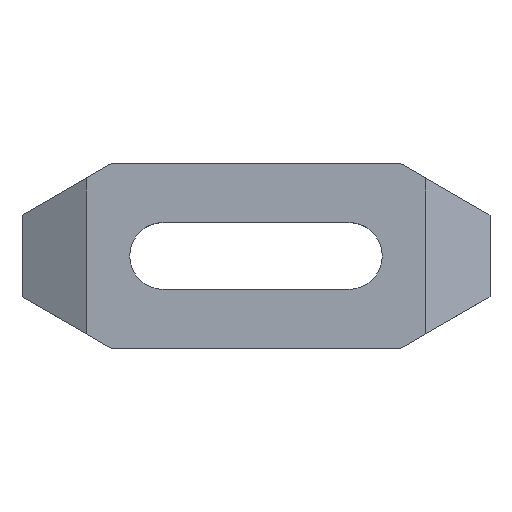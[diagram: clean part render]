
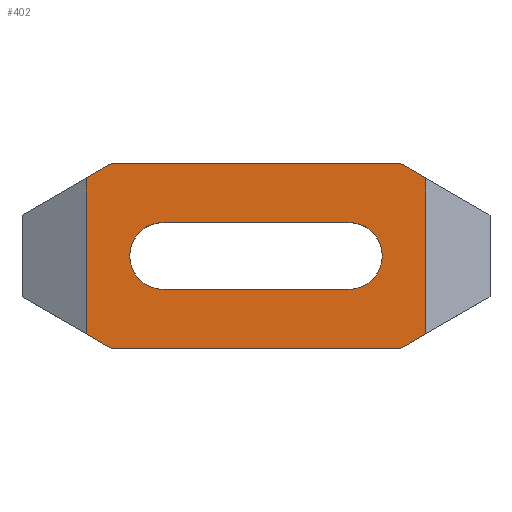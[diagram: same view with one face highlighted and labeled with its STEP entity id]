
A CAD part, top view. The second image highlights one B-rep face of the part: STEP entity #402.
In plain terms, the highlighted planar face has unit normal (0, 0, 1).
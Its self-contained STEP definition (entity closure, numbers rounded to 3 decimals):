
#6 = DIRECTION ( 'NONE',  ( -1., 0., 0. ) ) ;
#23 = VERTEX_POINT ( 'NONE', #560 ) ;
#27 = ORIENTED_EDGE ( 'NONE', *, *, #68, .T. ) ;
#28 = CARTESIAN_POINT ( 'NONE',  ( -22.84, -10.5, 12. ) ) ;
#32 = EDGE_CURVE ( 'NONE', #369, #56, #460, .T. ) ;
#37 = DIRECTION ( 'NONE',  ( 0.866, -0.5, 0. ) ) ;
#47 = DIRECTION ( 'NONE',  ( -1., 0., 0. ) ) ;
#56 = VERTEX_POINT ( 'NONE', #364 ) ;
#57 = PLANE ( 'NONE',  #441 ) ;
#68 = EDGE_CURVE ( 'NONE', #229, #509, #551, .T. ) ;
#78 = VECTOR ( 'NONE', #609, 1000. ) ;
#83 = VECTOR ( 'NONE', #223, 1000. ) ;
#85 = CARTESIAN_POINT ( 'NONE',  ( -19.376, 12.5, 12. ) ) ;
#90 = LINE ( 'NONE', #513, #83 ) ;
#94 = VECTOR ( 'NONE', #324, 1000. ) ;
#106 = AXIS2_PLACEMENT_3D ( 'NONE', #117, #401, #398 ) ;
#117 = CARTESIAN_POINT ( 'NONE',  ( -12.5, 0., 12. ) ) ;
#118 = EDGE_CURVE ( 'NONE', #320, #208, #549, .T. ) ;
#122 = DIRECTION ( 'NONE',  ( 0.866, 0.5, 0. ) ) ;
#125 = CIRCLE ( 'NONE', #601, 4.5 ) ;
#128 = CARTESIAN_POINT ( 'NONE',  ( -22.84, 10.5, 12. ) ) ;
#134 = CARTESIAN_POINT ( 'NONE',  ( -22.84, -23.687, 12. ) ) ;
#135 = ORIENTED_EDGE ( 'NONE', *, *, #32, .F. ) ;
#151 = EDGE_CURVE ( 'NONE', #208, #359, #536, .T. ) ;
#155 = CARTESIAN_POINT ( 'NONE',  ( -12.5, 0., 12. ) ) ;
#157 = DIRECTION ( 'NONE',  ( -0.866, 0.5, 0. ) ) ;
#158 = CIRCLE ( 'NONE', #106, 4.5 ) ;
#159 = DIRECTION ( 'NONE',  ( -0.866, -0.5, 0. ) ) ;
#160 = ORIENTED_EDGE ( 'NONE', *, *, #228, .F. ) ;
#180 = LINE ( 'NONE', #363, #415 ) ;
#183 = EDGE_LOOP ( 'NONE', ( #160, #27, #274, #289, #135 ) ) ;
#184 = CARTESIAN_POINT ( 'NONE',  ( 19.376, 12.5, 12. ) ) ;
#188 = CARTESIAN_POINT ( 'NONE',  ( 12.5, -4.5, 12. ) ) ;
#189 = VERTEX_POINT ( 'NONE', #218 ) ;
#206 = ORIENTED_EDGE ( 'NONE', *, *, #365, .F. ) ;
#207 = CARTESIAN_POINT ( 'NONE',  ( -19.376, -12.5, 12. ) ) ;
#208 = VERTEX_POINT ( 'NONE', #128 ) ;
#217 = CARTESIAN_POINT ( 'NONE',  ( -12.5, -4.5, 12. ) ) ;
#218 = CARTESIAN_POINT ( 'NONE',  ( 19.376, 12.5, 12. ) ) ;
#223 = DIRECTION ( 'NONE',  ( -1., 0., 0. ) ) ;
#228 = EDGE_CURVE ( 'NONE', #229, #369, #125, .T. ) ;
#229 = VERTEX_POINT ( 'NONE', #188 ) ;
#237 = DIRECTION ( 'NONE',  ( 1., 0., 0. ) ) ;
#241 = CARTESIAN_POINT ( 'NONE',  ( 0., -23.687, 12. ) ) ;
#253 = FACE_OUTER_BOUND ( 'NONE', #411, .T. ) ;
#258 = VECTOR ( 'NONE', #159, 1000. ) ;
#259 = LINE ( 'NONE', #491, #434 ) ;
#264 = CARTESIAN_POINT ( 'NONE',  ( -31.5, 5.5, 12. ) ) ;
#274 = ORIENTED_EDGE ( 'NONE', *, *, #586, .F. ) ;
#282 = CARTESIAN_POINT ( 'NONE',  ( 12.5, 4.5, 12. ) ) ;
#289 = ORIENTED_EDGE ( 'NONE', *, *, #450, .F. ) ;
#302 = LINE ( 'NONE', #207, #426 ) ;
#305 = AXIS2_PLACEMENT_3D ( 'NONE', #155, #388, #576 ) ;
#309 = DIRECTION ( 'NONE',  ( 1., 0., 0. ) ) ;
#312 = CARTESIAN_POINT ( 'NONE',  ( 22.84, 10.5, 12. ) ) ;
#315 = VERTEX_POINT ( 'NONE', #449 ) ;
#320 = VERTEX_POINT ( 'NONE', #28 ) ;
#324 = DIRECTION ( 'NONE',  ( 0., 1., 0. ) ) ;
#325 = EDGE_CURVE ( 'NONE', #451, #23, #90, .T. ) ;
#336 = VECTOR ( 'NONE', #47, 1000. ) ;
#337 = EDGE_CURVE ( 'NONE', #350, #594, #180, .T. ) ;
#350 = VERTEX_POINT ( 'NONE', #453 ) ;
#359 = VERTEX_POINT ( 'NONE', #85 ) ;
#363 = CARTESIAN_POINT ( 'NONE',  ( 22.84, -23.687, 12. ) ) ;
#364 = CARTESIAN_POINT ( 'NONE',  ( -12.5, 4.5, 12. ) ) ;
#365 = EDGE_CURVE ( 'NONE', #189, #594, #600, .T. ) ;
#369 = VERTEX_POINT ( 'NONE', #282 ) ;
#374 = ORIENTED_EDGE ( 'NONE', *, *, #571, .F. ) ;
#375 = CARTESIAN_POINT ( 'NONE',  ( 12.5, 4.5, 12. ) ) ;
#386 = EDGE_CURVE ( 'NONE', #23, #320, #302, .T. ) ;
#388 = DIRECTION ( 'NONE',  ( 0., 0., 1. ) ) ;
#390 = DIRECTION ( 'NONE',  ( 0., 0., -1. ) ) ;
#391 = EDGE_CURVE ( 'NONE', #350, #451, #430, .T. ) ;
#397 = VECTOR ( 'NONE', #37, 1000. ) ;
#398 = DIRECTION ( 'NONE',  ( 1., 0., 0. ) ) ;
#401 = DIRECTION ( 'NONE',  ( 0., 0., 1. ) ) ;
#402 = ADVANCED_FACE ( 'NONE', ( #570, #253 ), #57, .F. ) ;
#411 = EDGE_LOOP ( 'NONE', ( #547, #458, #524, #428, #535, #206, #374, #540 ) ) ;
#415 = VECTOR ( 'NONE', #548, 1000. ) ;
#424 = VECTOR ( 'NONE', #122, 1000. ) ;
#426 = VECTOR ( 'NONE', #157, 1000. ) ;
#428 = ORIENTED_EDGE ( 'NONE', *, *, #391, .F. ) ;
#430 = LINE ( 'NONE', #478, #258 ) ;
#434 = VECTOR ( 'NONE', #309, 1000. ) ;
#441 = AXIS2_PLACEMENT_3D ( 'NONE', #241, #390, #6 ) ;
#449 = CARTESIAN_POINT ( 'NONE',  ( -17., 0., 12. ) ) ;
#450 = EDGE_CURVE ( 'NONE', #56, #315, #552, .T. ) ;
#451 = VERTEX_POINT ( 'NONE', #525 ) ;
#453 = CARTESIAN_POINT ( 'NONE',  ( 22.84, -10.5, 12. ) ) ;
#458 = ORIENTED_EDGE ( 'NONE', *, *, #386, .F. ) ;
#460 = LINE ( 'NONE', #375, #336 ) ;
#478 = CARTESIAN_POINT ( 'NONE',  ( 31.5, -5.5, 12. ) ) ;
#491 = CARTESIAN_POINT ( 'NONE',  ( -19.376, 12.5, 12. ) ) ;
#509 = VERTEX_POINT ( 'NONE', #217 ) ;
#510 = CARTESIAN_POINT ( 'NONE',  ( 12.5, 0., 12. ) ) ;
#513 = CARTESIAN_POINT ( 'NONE',  ( 19.376, -12.5, 12. ) ) ;
#524 = ORIENTED_EDGE ( 'NONE', *, *, #325, .F. ) ;
#525 = CARTESIAN_POINT ( 'NONE',  ( 19.376, -12.5, 12. ) ) ;
#535 = ORIENTED_EDGE ( 'NONE', *, *, #337, .T. ) ;
#536 = LINE ( 'NONE', #264, #424 ) ;
#540 = ORIENTED_EDGE ( 'NONE', *, *, #151, .F. ) ;
#547 = ORIENTED_EDGE ( 'NONE', *, *, #118, .F. ) ;
#548 = DIRECTION ( 'NONE',  ( 0., 1., 0. ) ) ;
#549 = LINE ( 'NONE', #134, #94 ) ;
#551 = LINE ( 'NONE', #556, #78 ) ;
#552 = CIRCLE ( 'NONE', #305, 4.5 ) ;
#556 = CARTESIAN_POINT ( 'NONE',  ( 12.5, -4.5, 12. ) ) ;
#559 = DIRECTION ( 'NONE',  ( 0., 0., 1. ) ) ;
#560 = CARTESIAN_POINT ( 'NONE',  ( -19.376, -12.5, 12. ) ) ;
#570 = FACE_BOUND ( 'NONE', #183, .T. ) ;
#571 = EDGE_CURVE ( 'NONE', #359, #189, #259, .T. ) ;
#576 = DIRECTION ( 'NONE',  ( 1., 0., 0. ) ) ;
#586 = EDGE_CURVE ( 'NONE', #315, #509, #158, .T. ) ;
#594 = VERTEX_POINT ( 'NONE', #312 ) ;
#600 = LINE ( 'NONE', #184, #397 ) ;
#601 = AXIS2_PLACEMENT_3D ( 'NONE', #510, #559, #237 ) ;
#609 = DIRECTION ( 'NONE',  ( -1., 0., 0. ) ) ;
